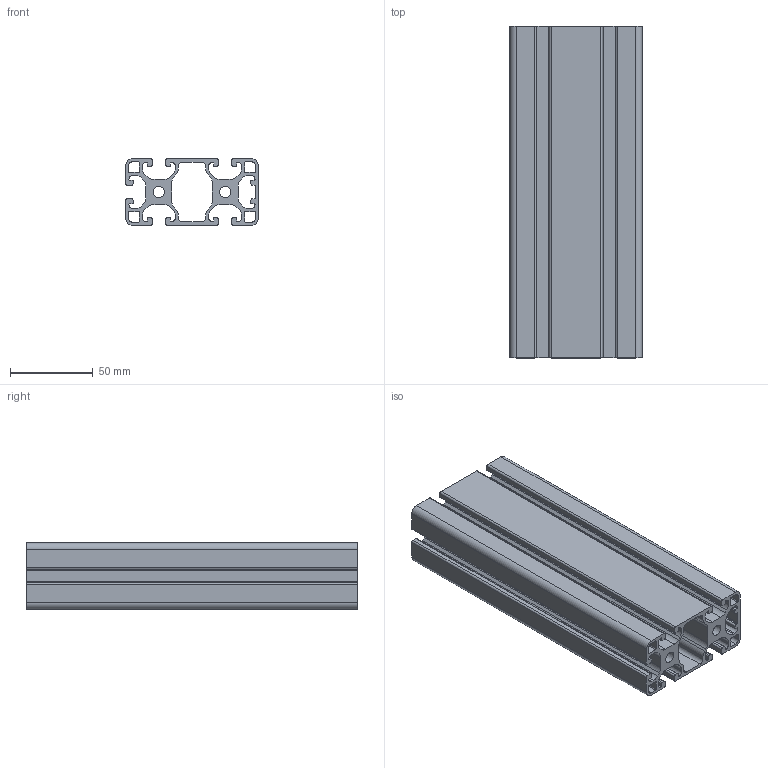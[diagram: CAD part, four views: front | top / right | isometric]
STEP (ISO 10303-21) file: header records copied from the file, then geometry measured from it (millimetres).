
FILE_DESCRIPTION(/* description */ ('Aluminiumprofil 80x40L 1N'),/* implementation_level */ '2;1');
FILE_NAME(/* name */ 'Syskomp 281804961 Aluminiumprofil 80x40L 1N.stp',/* time_stamp */ '2017-06-20T13:22:15+02:00',/* author */ ('wheldmann'),/* organization */ (''),/* preprocessor_version */ 'ST-DEVELOPER v16.1',/* originating_system */ 'Autodesk Inventor 2016',/* authorisation */ '');
FILE_SCHEMA (('AUTOMOTIVE_DESIGN { 1 0 10303 214 3 1 1 }'));
Length unit declared in the file: millimetre
Products named in the file (1): 281804961 Aluminiumprofil 80x40L 1N - 200
Bounding box: 80 x 200 x 40 mm (x, y, z)
Volume: 226189.8 mm3; surface area: 157627.5 mm2
Topology: 1 solids, 1 shells, 234 faces, 696 edges, 464 vertices
Faces by surface type: cylinder 118, plane 116
Full cylindrical faces by diameter (mm): 6.8 x2
Entity records: 7962 total; most frequent: DIRECTION 1400, CARTESIAN_POINT 1393, ORIENTED_EDGE 1388, EDGE_CURVE 694, AXIS2_PLACEMENT_3D 471, VERTEX_POINT 464, LINE 458, VECTOR 458
